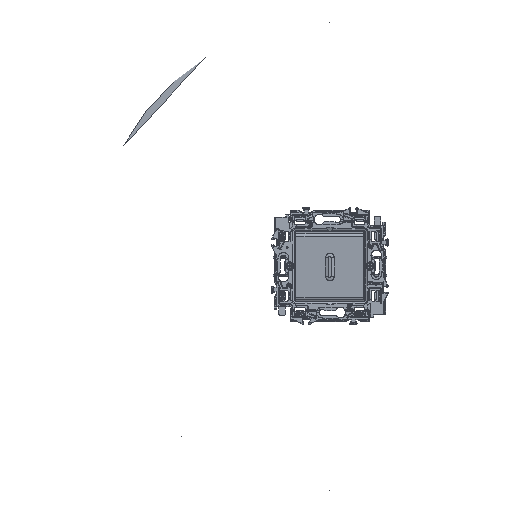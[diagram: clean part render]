
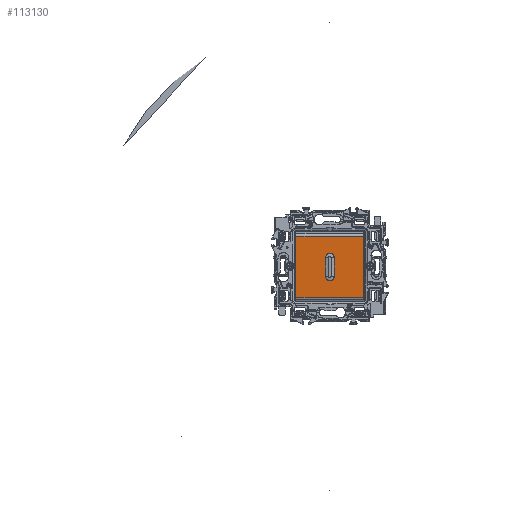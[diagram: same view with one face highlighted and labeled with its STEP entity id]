
A CAD part, top view. The second image highlights one B-rep face of the part: STEP entity #113130.
In plain terms, the highlighted face is planar.
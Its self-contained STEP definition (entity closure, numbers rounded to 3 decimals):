
#112267=AXIS2_PLACEMENT_3D('Circle Axis2P3D',#112265,#112266,$) ;
#112344=AXIS2_PLACEMENT_3D('Circle Axis2P3D',#112342,#112343,$) ;
#113106=AXIS2_PLACEMENT_3D('Plane Axis2P3D',#113103,#113104,#113105) ;
#112262=CARTESIAN_POINT('Vertex',(2.8,5.9,11.5)) ;
#112265=CARTESIAN_POINT('Axis2P3D Location',(0.,5.9,11.5)) ;
#112269=CARTESIAN_POINT('Vertex',(-2.8,5.9,11.5)) ;
#112303=CARTESIAN_POINT('Line Origine',(-2.8,0.,11.5)) ;
#112307=CARTESIAN_POINT('Vertex',(-2.8,-5.9,11.5)) ;
#112342=CARTESIAN_POINT('Axis2P3D Location',(0.,-5.9,11.5)) ;
#112346=CARTESIAN_POINT('Vertex',(2.8,-5.9,11.5)) ;
#112380=CARTESIAN_POINT('Line Origine',(2.8,0.,11.5)) ;
#112685=CARTESIAN_POINT('Vertex',(-21.59,19.658,11.5)) ;
#112715=CARTESIAN_POINT('Vertex',(-21.59,-19.658,11.5)) ;
#112718=CARTESIAN_POINT('Line Origine',(-21.59,0.,11.5)) ;
#112952=CARTESIAN_POINT('Vertex',(21.59,19.658,11.5)) ;
#112982=CARTESIAN_POINT('Vertex',(21.59,-19.658,11.5)) ;
#112985=CARTESIAN_POINT('Line Origine',(21.59,0.,11.5)) ;
#113103=CARTESIAN_POINT('Axis2P3D Location',(0.,-20.708,11.5)) ;
#113108=CARTESIAN_POINT('Line Origine',(0.,-19.658,11.5)) ;
#113113=CARTESIAN_POINT('Line Origine',(0.,19.658,11.5)) ;
#112266=DIRECTION('Axis2P3D Direction',(0.,0.,1.)) ;
#112304=DIRECTION('Vector Direction',(0.,-1.,0.)) ;
#112343=DIRECTION('Axis2P3D Direction',(0.,0.,1.)) ;
#112381=DIRECTION('Vector Direction',(0.,-1.,0.)) ;
#112719=DIRECTION('Vector Direction',(0.,1.,0.)) ;
#112986=DIRECTION('Vector Direction',(0.,1.,0.)) ;
#113104=DIRECTION('Axis2P3D Direction',(0.,0.,-1.)) ;
#113105=DIRECTION('Axis2P3D XDirection',(0.,1.,0.)) ;
#113109=DIRECTION('Vector Direction',(1.,0.,0.)) ;
#113114=DIRECTION('Vector Direction',(1.,0.,0.)) ;
#112305=VECTOR('Line Direction',#112304,1.) ;
#112382=VECTOR('Line Direction',#112381,1.) ;
#112720=VECTOR('Line Direction',#112719,1.) ;
#112987=VECTOR('Line Direction',#112986,1.) ;
#113110=VECTOR('Line Direction',#113109,1.) ;
#113115=VECTOR('Line Direction',#113114,1.) ;
#113119=ORIENTED_EDGE('',*,*,#112722,.T.) ;
#113120=ORIENTED_EDGE('',*,*,#113112,.T.) ;
#113121=ORIENTED_EDGE('',*,*,#112989,.T.) ;
#113122=ORIENTED_EDGE('',*,*,#113117,.F.) ;
#113125=ORIENTED_EDGE('',*,*,#112309,.F.) ;
#113126=ORIENTED_EDGE('',*,*,#112271,.F.) ;
#113127=ORIENTED_EDGE('',*,*,#112384,.T.) ;
#113128=ORIENTED_EDGE('',*,*,#112348,.F.) ;
#113129=FACE_BOUND('',#113124,.T.) ;
#113130=ADVANCED_FACE('Doigt \X2\00E0\X0\ voyant',(#113123,#113129),#113107,.F.) ;
#112268=CIRCLE('generated circle',#112267,2.8) ;
#112345=CIRCLE('generated circle',#112344,2.8) ;
#112271=EDGE_CURVE('',#112263,#112270,#112268,.T.) ;
#112309=EDGE_CURVE('',#112270,#112308,#112306,.T.) ;
#112348=EDGE_CURVE('',#112308,#112347,#112345,.T.) ;
#112384=EDGE_CURVE('',#112263,#112347,#112383,.T.) ;
#112722=EDGE_CURVE('',#112686,#112716,#112721,.F.) ;
#112989=EDGE_CURVE('',#112983,#112953,#112988,.T.) ;
#113112=EDGE_CURVE('',#112716,#112983,#113111,.T.) ;
#113117=EDGE_CURVE('',#112686,#112953,#113116,.T.) ;
#113118=EDGE_LOOP('',(#113119,#113120,#113121,#113122)) ;
#113124=EDGE_LOOP('',(#113125,#113126,#113127,#113128)) ;
#113123=FACE_OUTER_BOUND('',#113118,.T.) ;
#112306=LINE('Line',#112303,#112305) ;
#112383=LINE('Line',#112380,#112382) ;
#112721=LINE('Line',#112718,#112720) ;
#112988=LINE('Line',#112985,#112987) ;
#113111=LINE('Line',#113108,#113110) ;
#113116=LINE('Line',#113113,#113115) ;
#113107=PLANE('',#113106) ;
#112263=VERTEX_POINT('',#112262) ;
#112270=VERTEX_POINT('',#112269) ;
#112308=VERTEX_POINT('',#112307) ;
#112347=VERTEX_POINT('',#112346) ;
#112686=VERTEX_POINT('',#112685) ;
#112716=VERTEX_POINT('',#112715) ;
#112953=VERTEX_POINT('',#112952) ;
#112983=VERTEX_POINT('',#112982) ;
